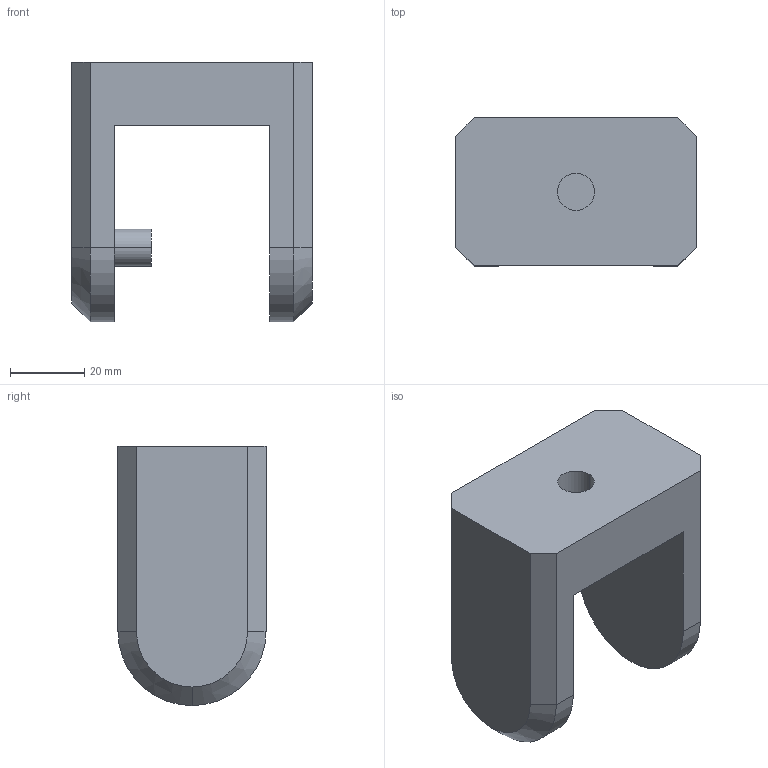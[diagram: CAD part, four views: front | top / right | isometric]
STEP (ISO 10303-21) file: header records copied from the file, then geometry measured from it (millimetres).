
FILE_DESCRIPTION (( 'STEP AP203' ), '1' );
FILE_NAME ('PLink4_Default_sldprt.STEP', '2023-10-19T05:34:51', ( '' ), ( '' ), 'SwSTEP 2.0', 'SolidWorks 2023', '' );
FILE_SCHEMA (( 'CONFIG_CONTROL_DESIGN' ));
Length unit declared in the file: millimetre
Products named in the file (1): PLink4_Default_sldprt
Bounding box: 65 x 40 x 70 mm (x, y, z)
Volume: 85071.4 mm3; surface area: 18198.3 mm2
Topology: 1 solids, 1 shells, 26 faces, 60 edges, 38 vertices
Faces by surface type: plane 14, cylinder 8, cone 4
Entity records: 813 total; most frequent: DIRECTION 134, CARTESIAN_POINT 125, ORIENTED_EDGE 120, EDGE_CURVE 60, AXIS2_PLACEMENT_3D 47, VECTOR 40, LINE 40, VERTEX_POINT 38
